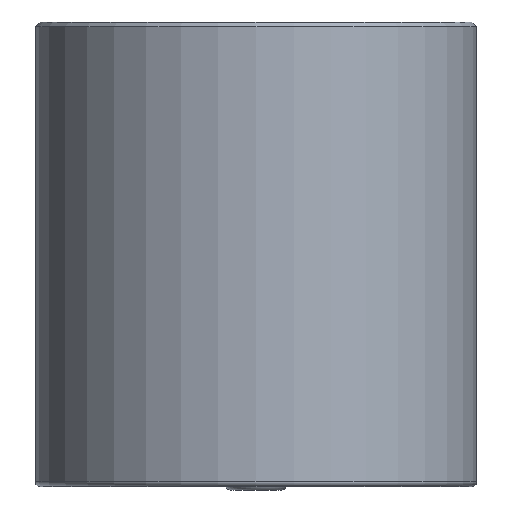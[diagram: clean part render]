
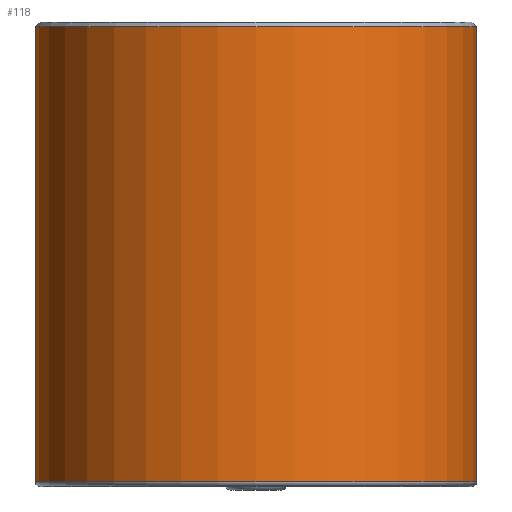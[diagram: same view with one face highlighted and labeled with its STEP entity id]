
A CAD part, front view. The second image highlights one B-rep face of the part: STEP entity #118.
In plain terms, the highlighted cylindrical face has radius 19 mm (diameter 38 mm), a full revolution.
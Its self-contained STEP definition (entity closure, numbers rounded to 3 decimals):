
#17=CYLINDRICAL_SURFACE('',#143,19.);
#25=FACE_OUTER_BOUND('',#34,.T.);
#34=EDGE_LOOP('',(#90,#91,#92,#93));
#42=LINE('',#213,#46);
#46=VECTOR('',#172,19.);
#50=CIRCLE('',#140,19.);
#52=CIRCLE('',#144,19.);
#61=VERTEX_POINT('',#205);
#63=VERTEX_POINT('',#212);
#71=EDGE_CURVE('',#61,#61,#50,.T.);
#73=EDGE_CURVE('',#61,#63,#42,.T.);
#74=EDGE_CURVE('',#63,#63,#52,.T.);
#90=ORIENTED_EDGE('',*,*,#71,.F.);
#91=ORIENTED_EDGE('',*,*,#73,.T.);
#92=ORIENTED_EDGE('',*,*,#74,.F.);
#93=ORIENTED_EDGE('',*,*,#73,.F.);
#118=ADVANCED_FACE('',(#25),#17,.T.);
#140=AXIS2_PLACEMENT_3D('',#207,#164,#165);
#143=AXIS2_PLACEMENT_3D('',#211,#170,#171);
#144=AXIS2_PLACEMENT_3D('',#214,#173,#174);
#164=DIRECTION('center_axis',(0.,0.,1.));
#165=DIRECTION('ref_axis',(1.,0.,0.));
#170=DIRECTION('center_axis',(0.,0.,1.));
#171=DIRECTION('ref_axis',(1.,0.,0.));
#172=DIRECTION('',(0.,0.,-1.));
#173=DIRECTION('center_axis',(0.,0.,-1.));
#174=DIRECTION('ref_axis',(1.,0.,0.));
#205=CARTESIAN_POINT('',(-19.,0.,39.6));
#207=CARTESIAN_POINT('Origin',(0.,0.,39.6));
#211=CARTESIAN_POINT('Origin',(0.,0.,0.));
#212=CARTESIAN_POINT('',(-19.,0.,0.4));
#213=CARTESIAN_POINT('',(-19.,0.,0.));
#214=CARTESIAN_POINT('Origin',(0.,0.,0.4));
